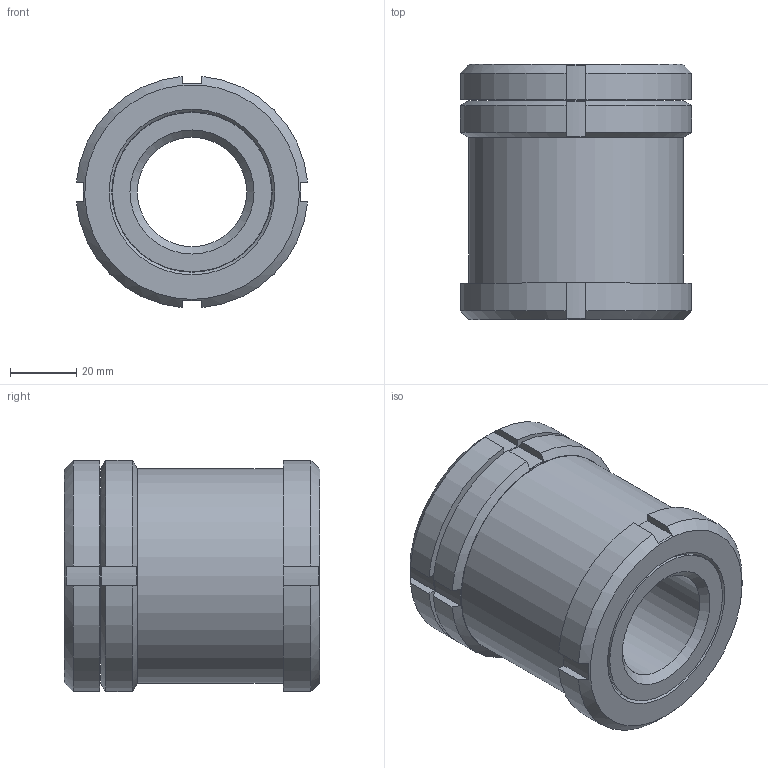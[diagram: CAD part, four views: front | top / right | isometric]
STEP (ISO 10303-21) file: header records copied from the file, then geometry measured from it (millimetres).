
FILE_DESCRIPTION( ( 'STEP AP214' ), '1' );
FILE_NAME( 'K0693.029301_0.stp', '2020-12-09T11:44:41', ( '' ), ( '' ), ' ', 'PARTsolutions', ' ' );
FILE_SCHEMA( ( 'AUTOMOTIVE_DESIGN { 1 0 10303 214 1 1 1 1 }' ) );
Length unit declared in the file: millimetre
Products named in the file (1): _K0693.029301_0
Bounding box: 69.76 x 77 x 69.76 mm (x, y, z)
Volume: 200743 mm3; surface area: 38342.5 mm2
Topology: 1 solids, 1 shells, 70 faces, 183 edges, 121 vertices
Faces by surface type: plane 32, cylinder 30, cone 8
Full cylindrical faces by diameter (mm): 33 x1, 48.1 x2, 48.376 x2, 64.752 x1
Entity records: 2754 total; most frequent: CARTESIAN_POINT 541, DIRECTION 340, ORIENTED_EDGE 326, EDGE_CURVE 163, AXIS2_PLACEMENT_3D 138, VERTEX_POINT 115, EDGE_LOOP 92, FACE_OUTER_BOUND 76
